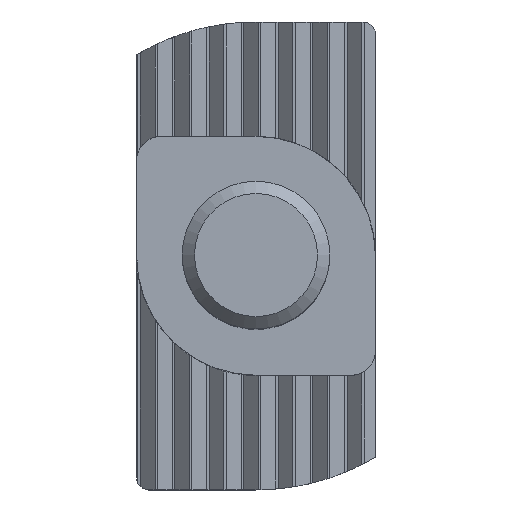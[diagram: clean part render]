
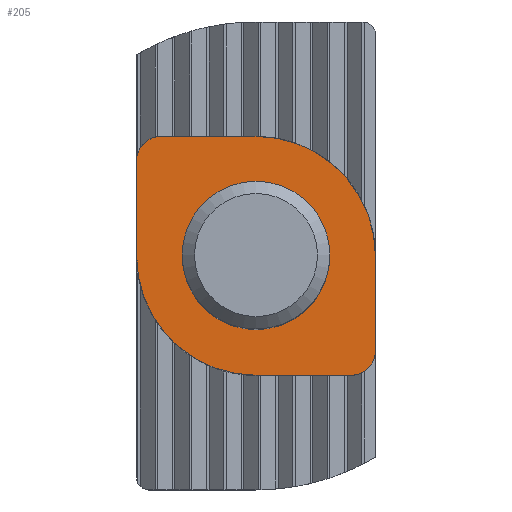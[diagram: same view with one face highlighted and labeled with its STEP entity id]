
A CAD part, top view. The second image highlights one B-rep face of the part: STEP entity #205.
In plain terms, the highlighted planar face has unit normal (0, 0, 1).
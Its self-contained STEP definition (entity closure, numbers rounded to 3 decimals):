
#205=ADVANCED_FACE('',(#291,#292),#293,.T.);
#291=FACE_BOUND('',#452,.T.);
#292=FACE_OUTER_BOUND('',#453,.T.);
#293=PLANE('',#454);
#452=EDGE_LOOP('',(#648));
#453=EDGE_LOOP('',(#649,#650,#651,#652,#653,#654,#655,#656));
#454=AXIS2_PLACEMENT_3D('',#657,#658,#659);
#648=ORIENTED_EDGE('',*,*,#1318,.F.);
#649=ORIENTED_EDGE('',*,*,#1319,.T.);
#650=ORIENTED_EDGE('',*,*,#1320,.T.);
#651=ORIENTED_EDGE('',*,*,#1321,.F.);
#652=ORIENTED_EDGE('',*,*,#1322,.T.);
#653=ORIENTED_EDGE('',*,*,#1323,.T.);
#654=ORIENTED_EDGE('',*,*,#1324,.T.);
#655=ORIENTED_EDGE('',*,*,#1325,.F.);
#656=ORIENTED_EDGE('',*,*,#1326,.T.);
#657=CARTESIAN_POINT('',(-3.85,3.85,3.0));
#658=DIRECTION('',(0.,0.,1.0));
#659=DIRECTION('',(1.0,0.,0.));
#1318=EDGE_CURVE('',#1553,#1553,#1554,.T.);
#1319=EDGE_CURVE('',#1555,#1556,#1557,.T.);
#1320=EDGE_CURVE('',#1556,#1558,#1559,.F.);
#1321=EDGE_CURVE('',#1560,#1558,#1561,.F.);
#1322=EDGE_CURVE('',#1560,#1562,#1563,.F.);
#1323=EDGE_CURVE('',#1562,#1564,#1565,.T.);
#1324=EDGE_CURVE('',#1564,#1566,#1567,.T.);
#1325=EDGE_CURVE('',#1568,#1566,#1569,.F.);
#1326=EDGE_CURVE('',#1568,#1555,#1570,.T.);
#1553=VERTEX_POINT('',#1943);
#1554=CIRCLE('',#1944,3.0);
#1555=VERTEX_POINT('',#1945);
#1556=VERTEX_POINT('',#1946);
#1557=CIRCLE('',#1947,4.85);
#1558=VERTEX_POINT('',#1948);
#1559=LINE('',#1949,#1950);
#1560=VERTEX_POINT('',#1951);
#1561=CIRCLE('',#1952,1.0);
#1562=VERTEX_POINT('',#1953);
#1563=LINE('',#1954,#1955);
#1564=VERTEX_POINT('',#1956);
#1565=CIRCLE('',#1957,4.85);
#1566=VERTEX_POINT('',#1958);
#1567=LINE('',#1959,#1960);
#1568=VERTEX_POINT('',#1961);
#1569=CIRCLE('',#1962,1.0);
#1570=LINE('',#1963,#1964);
#1943=CARTESIAN_POINT('',(3.0,0.0,3.0));
#1944=AXIS2_PLACEMENT_3D('',#2490,#2491,#2492);
#1945=CARTESIAN_POINT('',(4.85,0.,3.0));
#1946=CARTESIAN_POINT('',(0.,4.85,3.0));
#1947=AXIS2_PLACEMENT_3D('',#2493,#2494,#2495);
#1948=CARTESIAN_POINT('',(-3.85,4.85,3.0));
#1949=CARTESIAN_POINT('',(-3.85,4.85,3.0));
#1950=VECTOR('',#2496,1.0);
#1951=CARTESIAN_POINT('',(-4.85,3.85,3.0));
#1952=AXIS2_PLACEMENT_3D('',#2497,#2498,#2499);
#1953=CARTESIAN_POINT('',(-4.85,0.,3.0));
#1954=CARTESIAN_POINT('',(-4.85,3.85,3.0));
#1955=VECTOR('',#2500,1.0);
#1956=CARTESIAN_POINT('',(0.,-4.85,3.0));
#1957=AXIS2_PLACEMENT_3D('',#2501,#2502,#2503);
#1958=CARTESIAN_POINT('',(3.85,-4.85,3.0));
#1959=CARTESIAN_POINT('',(-3.85,-4.85,3.0));
#1960=VECTOR('',#2504,1.0);
#1961=CARTESIAN_POINT('',(4.85,-3.85,3.0));
#1962=AXIS2_PLACEMENT_3D('',#2505,#2506,#2507);
#1963=CARTESIAN_POINT('',(4.85,3.85,3.0));
#1964=VECTOR('',#2508,1.0);
#2490=CARTESIAN_POINT('',(0.0,0.0,3.0));
#2491=DIRECTION('',(0.,0.,1.0));
#2492=DIRECTION('',(1.0,0.0,0.));
#2493=CARTESIAN_POINT('',(0.,0.,3.0));
#2494=DIRECTION('',(0.,0.,1.0));
#2495=DIRECTION('',(1.0,0.,0.));
#2496=DIRECTION('',(1.0,0.,0.));
#2497=CARTESIAN_POINT('',(-3.85,3.85,3.0));
#2498=DIRECTION('',(0.,0.,1.0));
#2499=DIRECTION('',(1.0,0.,0.));
#2500=DIRECTION('',(0.,1.0,0.0));
#2501=CARTESIAN_POINT('',(0.,0.,3.0));
#2502=DIRECTION('',(0.,0.,1.0));
#2503=DIRECTION('',(1.0,0.,0.));
#2504=DIRECTION('',(1.0,0.,0.));
#2505=CARTESIAN_POINT('',(3.85,-3.85,3.0));
#2506=DIRECTION('',(0.,0.,1.0));
#2507=DIRECTION('',(1.0,0.,0.));
#2508=DIRECTION('',(0.,1.0,0.0));
